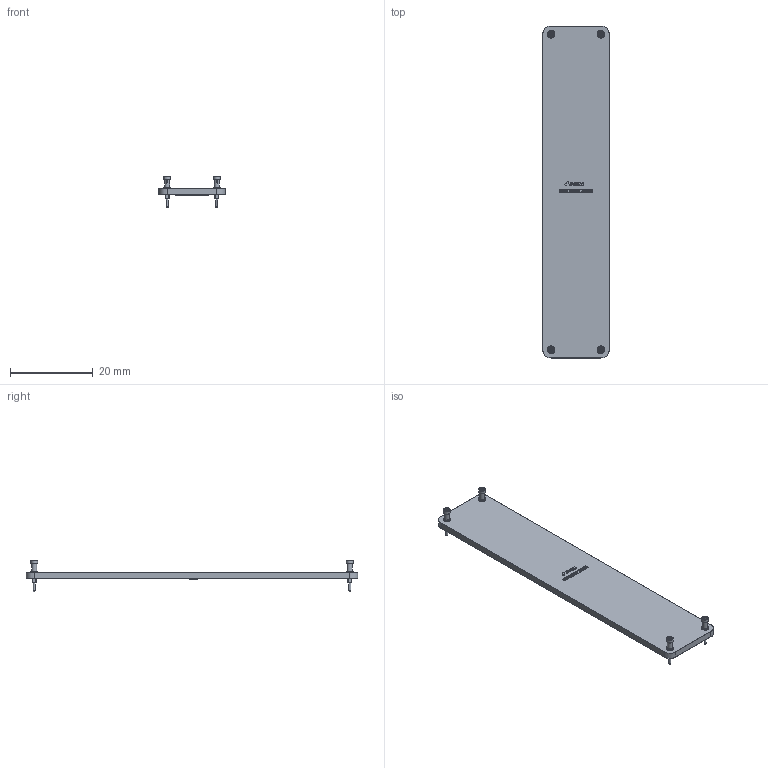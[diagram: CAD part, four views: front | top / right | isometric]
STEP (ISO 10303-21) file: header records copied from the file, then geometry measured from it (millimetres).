
FILE_DESCRIPTION(('KiCad electronic assembly'),'2;1');
FILE_NAME('Molecule_18650_Jumper.step','2025-10-15T17:49:03',('Pcbnew'), ('Kicad'),'Open CASCADE STEP processor 7.9','KiCad to STEP converter', 'Unknown');
FILE_SCHEMA(('AUTOMOTIVE_DESIGN { 1 0 10303 214 1 1 1 1 }'));
Length unit declared in the file: millimetre
Products named in the file (8): Molecule_18650_Jumper 1; MachinePin_Medium_Short; MpinContact_Medium v6; SOLID; Molecule_18650_Jumper_copper; Molecule_18650_Jumper_silkscreen; Molecule_18650_Jumper_soldermask; Molecule_18650_Jumper_PCB
Assembly tree (10 placements, depth 3):
  Molecule_18650_Jumper 1
    MachinePin_Medium_Short  x4
      MpinContact_Medium v6
      SOLID
    Molecule_18650_Jumper_copper
    Molecule_18650_Jumper_silkscreen
    Molecule_18650_Jumper_soldermask
    Molecule_18650_Jumper_PCB
Bounding box: 16 x 80 x 7.66 mm (x, y, z)
Volume: 1944.1 mm3; surface area: 5646.1 mm2
Topology: 13 solids, 47 shells, 292 faces, 1775 edges, 1557 vertices
Faces by surface type: plane 144, cylinder 68, cone 60, bspline 16, sphere 4
Full cylindrical faces by diameter (mm): 0.51 x4, 0.67 x4, 0.87 x8, 1.15 x4, 1.2 x12, 1.6 x16
Entity records: 13672 total; most frequent: CARTESIAN_POINT 3423, DIRECTION 1962, ORIENTED_EDGE 1579, EDGE_CURVE 1361, VERTEX_POINT 1288, LINE 1006, VECTOR 1006, AXIS2_PLACEMENT_3D 478
